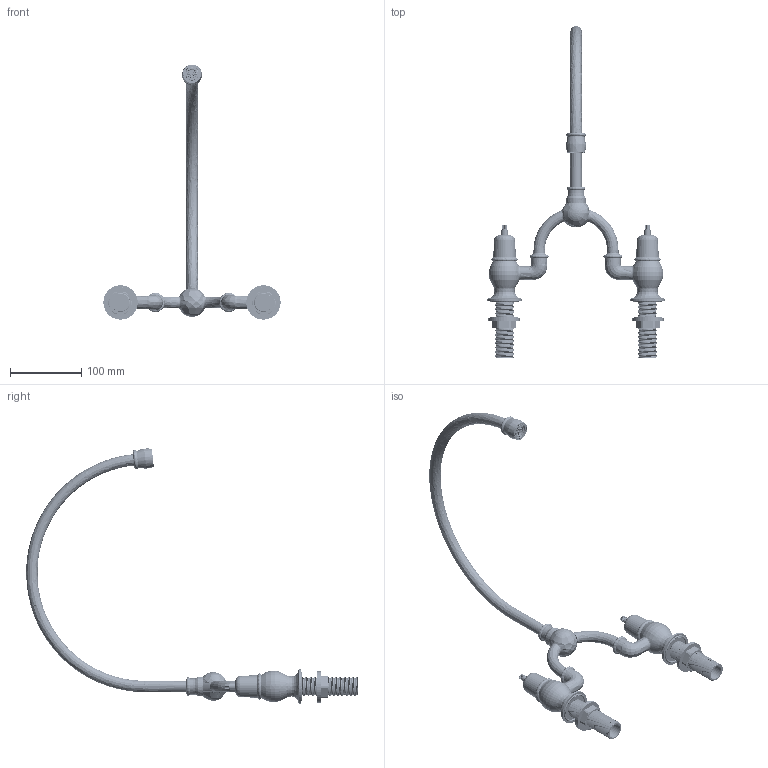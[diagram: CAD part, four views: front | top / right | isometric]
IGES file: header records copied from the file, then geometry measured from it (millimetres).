
Global section: file name: T24.igs; native system: NX V6.0; preprocessor: SIEMENS UGS NX 6.0; date: 20150313.135003; units: millimetre
Bounding box: 248 x 464.39 x 357.24 mm (x, y, z)
Surface area: 206691.4 mm2 (no closed solid volume)
Topology: 0 solids, 0 shells, 1242 faces, 9231 edges, 9100 vertices
Faces by surface type: revolution 780, bspline 456, offset 6
